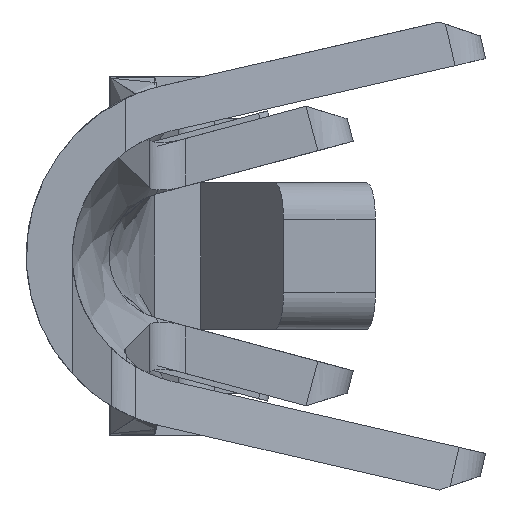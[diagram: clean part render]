
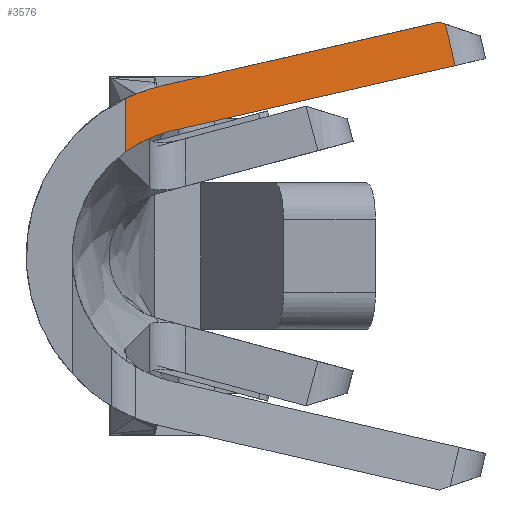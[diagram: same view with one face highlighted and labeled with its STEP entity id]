
A CAD part, front view. The second image highlights one B-rep face of the part: STEP entity #3576.
In plain terms, the highlighted planar face has unit normal (0.151, -0.989, 0).
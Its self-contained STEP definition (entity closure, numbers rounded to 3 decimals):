
#3288=CARTESIAN_POINT('',(-24.531,-9.95,2.126));
#3289=VERTEX_POINT('',#3288);
#3297=CARTESIAN_POINT('',(-24.333,-9.92,2.196));
#3298=VERTEX_POINT('',#3297);
#3299=CARTESIAN_POINT('',(-24.12,-9.887,1.27));
#3300=DIRECTION('',(-0.989,-0.151,0.));
#3301=DIRECTION('',(-0.151,0.989,0.));
#3302=AXIS2_PLACEMENT_3D('',#3299,#3301,#3300);
#3303=ELLIPSE('',#3302,0.961,0.95);
#3304=TRIMMED_CURVE('',#3303,(PARAMETER_VALUE(1.123)),(PARAMETER_VALUE(1.345)),.T.,.PARAMETER.);
#3305=EDGE_CURVE('',#3289,#3298,#3304,.T.);
#3508=CARTESIAN_POINT('',(-24.531,-9.95,1.837));
#3509=VERTEX_POINT('',#3508);
#3517=CARTESIAN_POINT('',(-24.531,-9.95,1.837));
#3518=DIRECTION('',(0.,0.,1.));
#3519=VECTOR('',#3518,0.29);
#3520=LINE('',#3517,#3519);
#3521=EDGE_CURVE('',#3509,#3289,#3520,.T.);
#3527=CARTESIAN_POINT('',(-23.551,-9.8,2.765));
#3528=DIRECTION('',(-0.989,-0.151,0.));
#3529=DIRECTION('',(0.151,-0.989,0.));
#3530=AXIS2_PLACEMENT_3D('',#3527,#3529,#3528);
#3531=PLANE('',#3530);
#3532=CARTESIAN_POINT('',(-24.277,-9.911,1.952));
#3533=VERTEX_POINT('',#3532);
#3534=CARTESIAN_POINT('',(-24.12,-9.887,1.27));
#3535=DIRECTION('',(-0.989,-0.151,0.));
#3536=DIRECTION('',(-0.151,0.989,0.));
#3537=AXIS2_PLACEMENT_3D('',#3534,#3536,#3535);
#3538=ELLIPSE('',#3537,0.708,0.7);
#3539=TRIMMED_CURVE('',#3538,(PARAMETER_VALUE(0.943)),(PARAMETER_VALUE(1.345)),.T.,.PARAMETER.);
#3540=EDGE_CURVE('',#3509,#3533,#3539,.T.);
#3541=ORIENTED_EDGE('',*,*,#3540,.T.);
#3542=CARTESIAN_POINT('',(-22.736,-9.675,2.307));
#3543=VERTEX_POINT('',#3542);
#3544=CARTESIAN_POINT('',(-24.277,-9.911,1.952));
#3545=DIRECTION('',(0.964,0.147,0.222));
#3546=VECTOR('',#3545,1.599);
#3547=LINE('',#3544,#3546);
#3548=EDGE_CURVE('',#3533,#3543,#3547,.T.);
#3549=ORIENTED_EDGE('',*,*,#3548,.T.);
#3550=CARTESIAN_POINT('',(-22.788,-9.683,2.532));
#3551=VERTEX_POINT('',#3550);
#3552=CARTESIAN_POINT('',(-22.736,-9.675,2.307));
#3553=DIRECTION('',(-0.224,-0.034,0.974));
#3554=VECTOR('',#3553,0.232);
#3555=LINE('',#3552,#3554);
#3556=EDGE_CURVE('',#3543,#3551,#3555,.T.);
#3557=ORIENTED_EDGE('',*,*,#3556,.T.);
#3558=CARTESIAN_POINT('',(-22.821,-9.688,2.544));
#3559=VERTEX_POINT('',#3558);
#3560=CARTESIAN_POINT('',(-22.788,-9.683,2.532));
#3561=DIRECTION('',(-0.936,-0.143,0.323));
#3562=VECTOR('',#3561,0.035);
#3563=LINE('',#3560,#3562);
#3564=EDGE_CURVE('',#3551,#3559,#3563,.T.);
#3565=ORIENTED_EDGE('',*,*,#3564,.T.);
#3566=CARTESIAN_POINT('',(-22.821,-9.688,2.544));
#3567=DIRECTION('',(-0.964,-0.147,-0.222));
#3568=VECTOR('',#3567,1.569);
#3569=LINE('',#3566,#3568);
#3570=EDGE_CURVE('',#3559,#3298,#3569,.T.);
#3571=ORIENTED_EDGE('',*,*,#3570,.T.);
#3572=ORIENTED_EDGE('',*,*,#3305,.F.);
#3573=ORIENTED_EDGE('',*,*,#3521,.F.);
#3574=EDGE_LOOP('',(#3541,#3549,#3557,#3565,#3571,#3572,#3573));
#3575=FACE_OUTER_BOUND('',#3574,.T.);
#3576=ADVANCED_FACE('',(#3575),#3531,.T.);
